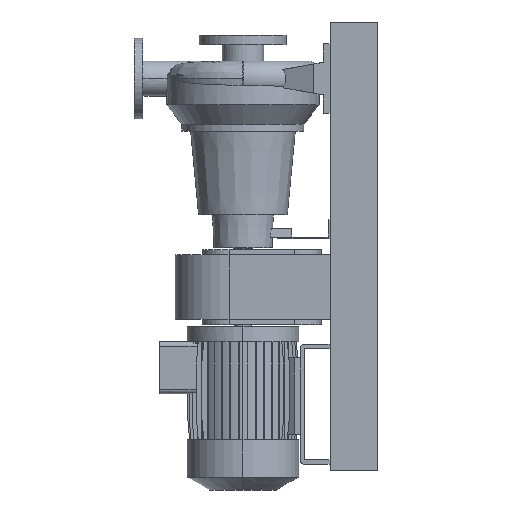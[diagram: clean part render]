
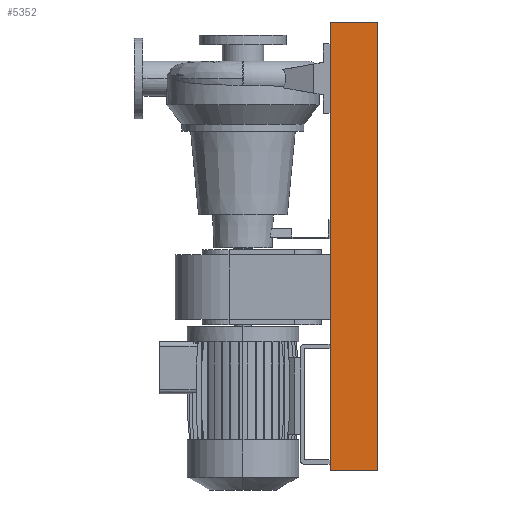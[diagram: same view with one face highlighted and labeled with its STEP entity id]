
A CAD part, left-side view. The second image highlights one B-rep face of the part: STEP entity #5352.
In plain terms, the highlighted planar face has unit normal (-1, 0, 0).
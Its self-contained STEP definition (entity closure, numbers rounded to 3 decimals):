
#187 = VECTOR ( 'NONE', #13892, 1000. ) ;
#942 = DIRECTION ( 'NONE',  ( 0., 0., 1. ) ) ;
#1400 = VERTEX_POINT ( 'NONE', #5816 ) ;
#1476 = LINE ( 'NONE', #9972, #10879 ) ;
#2191 = EDGE_CURVE ( 'NONE', #1400, #4310, #8855, .T. ) ;
#4310 = VERTEX_POINT ( 'NONE', #6718 ) ;
#5005 = ORIENTED_EDGE ( 'NONE', *, *, #2191, .F. ) ;
#5221 = DIRECTION ( 'NONE',  ( 0., 0., 1. ) ) ;
#5352 = ADVANCED_FACE ( 'NONE', ( #20853 ), #9444, .T. ) ;
#5816 = CARTESIAN_POINT ( 'NONE',  ( -200., 55., -515. ) ) ;
#6447 = DIRECTION ( 'NONE',  ( 0., -1., 0. ) ) ;
#6718 = CARTESIAN_POINT ( 'NONE',  ( -200., 55., 515. ) ) ;
#7081 = LINE ( 'NONE', #15194, #187 ) ;
#7170 = ORIENTED_EDGE ( 'NONE', *, *, #17880, .T. ) ;
#7528 = CARTESIAN_POINT ( 'NONE',  ( -200., -55., -515. ) ) ;
#8855 = LINE ( 'NONE', #18507, #12601 ) ;
#9444 = PLANE ( 'NONE',  #16521 ) ;
#9972 = CARTESIAN_POINT ( 'NONE',  ( -200., -55., 515. ) ) ;
#10159 = LINE ( 'NONE', #18376, #20241 ) ;
#10879 = VECTOR ( 'NONE', #6447, 1000. ) ;
#11617 = VERTEX_POINT ( 'NONE', #15956 ) ;
#12601 = VECTOR ( 'NONE', #5221, 1000. ) ;
#13346 = DIRECTION ( 'NONE',  ( 0., -1., 0. ) ) ;
#13862 = EDGE_CURVE ( 'NONE', #1400, #18804, #10159, .T. ) ;
#13892 = DIRECTION ( 'NONE',  ( 0., 0., 1. ) ) ;
#15194 = CARTESIAN_POINT ( 'NONE',  ( -200., -55., -515. ) ) ;
#15956 = CARTESIAN_POINT ( 'NONE',  ( -200., -55., 515. ) ) ;
#16228 = CARTESIAN_POINT ( 'NONE',  ( -200., -55., -515. ) ) ;
#16521 = AXIS2_PLACEMENT_3D ( 'NONE', #16228, #19639, #942 ) ;
#16598 = ORIENTED_EDGE ( 'NONE', *, *, #13862, .T. ) ;
#17880 = EDGE_CURVE ( 'NONE', #18804, #11617, #7081, .T. ) ;
#18376 = CARTESIAN_POINT ( 'NONE',  ( -200., -55., -515. ) ) ;
#18507 = CARTESIAN_POINT ( 'NONE',  ( -200., 55., -515. ) ) ;
#18655 = EDGE_LOOP ( 'NONE', ( #20419, #5005, #16598, #7170 ) ) ;
#18804 = VERTEX_POINT ( 'NONE', #7528 ) ;
#19639 = DIRECTION ( 'NONE',  ( -1., 0., 0. ) ) ;
#20241 = VECTOR ( 'NONE', #13346, 1000. ) ;
#20419 = ORIENTED_EDGE ( 'NONE', *, *, #21527, .F. ) ;
#20853 = FACE_OUTER_BOUND ( 'NONE', #18655, .T. ) ;
#21527 = EDGE_CURVE ( 'NONE', #4310, #11617, #1476, .T. ) ;
